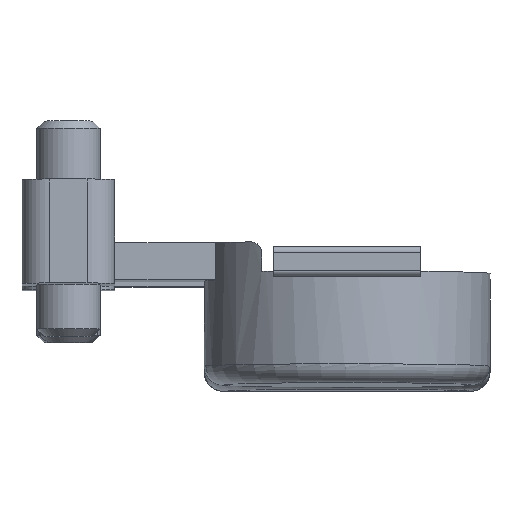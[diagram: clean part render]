
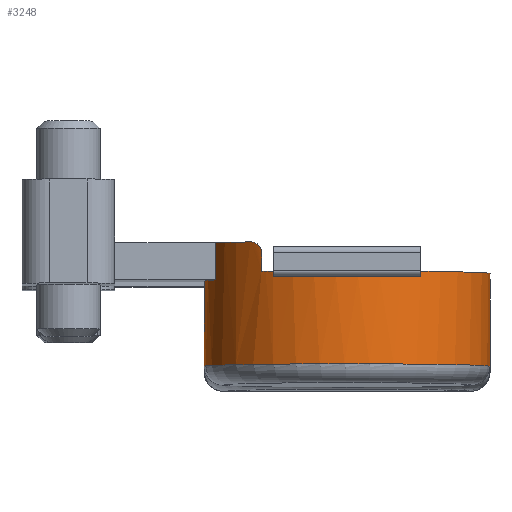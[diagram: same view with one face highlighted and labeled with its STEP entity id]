
A CAD part, left-side view. The second image highlights one B-rep face of the part: STEP entity #3248.
In plain terms, the highlighted cylindrical face has radius 3.85 mm (diameter 7.7 mm), a full revolution.
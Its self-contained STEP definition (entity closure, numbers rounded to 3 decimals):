
#84=CYLINDRICAL_SURFACE('',#3602,3.85);
#114=FACE_BOUND('',#775,.T.);
#262=CIRCLE('',#3558,3.85);
#263=CIRCLE('',#3559,3.85);
#276=CIRCLE('',#3583,3.85);
#277=CIRCLE('',#3585,3.85);
#278=CIRCLE('',#3593,3.85);
#279=CIRCLE('',#3594,3.85);
#280=CIRCLE('',#3595,3.85);
#282=CIRCLE('',#3600,3.85);
#283=CIRCLE('',#3603,3.85);
#562=FACE_OUTER_BOUND('',#774,.T.);
#774=EDGE_LOOP('',(#3008,#3009,#3010,#3011,#3012,#3013,#3014,#3015,#3016,
#3017,#3018,#3019,#3020,#3021,#3022,#3023,#3024,#3025));
#775=EDGE_LOOP('',(#3026));
#994=LINE('',#5919,#1250);
#1001=LINE('',#5944,#1257);
#1006=LINE('',#5961,#1262);
#1009=LINE('',#5970,#1265);
#1014=LINE('',#5987,#1270);
#1034=LINE('',#6039,#1290);
#1035=LINE('',#6042,#1291);
#1036=LINE('',#6044,#1292);
#1250=VECTOR('',#4392,10.);
#1257=VECTOR('',#4413,10.);
#1262=VECTOR('',#4426,10.);
#1265=VECTOR('',#4433,10.);
#1270=VECTOR('',#4446,10.);
#1290=VECTOR('',#4514,10.);
#1291=VECTOR('',#4517,10.);
#1292=VECTOR('',#4518,10.);
#1322=B_SPLINE_CURVE_WITH_KNOTS('',3,(#6049,#6050,#6051,#6052,#6053,#6054,
#6055,#6056,#6057,#6058),.UNSPECIFIED.,.F.,.F.,(4,2,2,2,4),(0.,0.011,
0.022,0.037,0.052),.UNSPECIFIED.);
#1323=B_SPLINE_CURVE_WITH_KNOTS('',3,(#6059,#6060,#6061,#6062,#6063,#6064,
#6065,#6066,#6067,#6068),.UNSPECIFIED.,.F.,.F.,(4,2,2,2,4),(-0.052,
-0.037,-0.022,-0.011,0.),
 .UNSPECIFIED.);
#1586=VERTEX_POINT('',#5916);
#1587=VERTEX_POINT('',#5918);
#1588=VERTEX_POINT('',#5922);
#1589=VERTEX_POINT('',#5924);
#1590=VERTEX_POINT('',#5926);
#1597=VERTEX_POINT('',#5941);
#1598=VERTEX_POINT('',#5943);
#1605=VERTEX_POINT('',#5958);
#1606=VERTEX_POINT('',#5960);
#1609=VERTEX_POINT('',#5967);
#1610=VERTEX_POINT('',#5969);
#1617=VERTEX_POINT('',#5984);
#1618=VERTEX_POINT('',#5986);
#1623=VERTEX_POINT('',#6029);
#1624=VERTEX_POINT('',#6031);
#1626=VERTEX_POINT('',#6037);
#1627=VERTEX_POINT('',#6041);
#1628=VERTEX_POINT('',#6043);
#1629=VERTEX_POINT('',#6070);
#2029=EDGE_CURVE('',#1587,#1586,#994,.T.);
#2032=EDGE_CURVE('',#1589,#1588,#262,.T.);
#2034=EDGE_CURVE('',#1586,#1590,#263,.T.);
#2041=EDGE_CURVE('',#1598,#1597,#1001,.T.);
#2049=EDGE_CURVE('',#1606,#1605,#1006,.T.);
#2053=EDGE_CURVE('',#1610,#1609,#1009,.T.);
#2061=EDGE_CURVE('',#1618,#1617,#1014,.T.);
#2075=EDGE_CURVE('',#1605,#1610,#276,.T.);
#2077=EDGE_CURVE('',#1597,#1618,#277,.T.);
#2083=EDGE_CURVE('',#1598,#1609,#278,.T.);
#2084=EDGE_CURVE('',#1606,#1623,#279,.T.);
#2086=EDGE_CURVE('',#1624,#1617,#280,.T.);
#2089=EDGE_CURVE('',#1588,#1626,#1034,.T.);
#2090=EDGE_CURVE('',#1624,#1627,#1035,.T.);
#2091=EDGE_CURVE('',#1628,#1623,#1036,.T.);
#2093=EDGE_CURVE('',#1626,#1587,#282,.T.);
#2094=EDGE_CURVE('',#1627,#1589,#1322,.T.);
#2095=EDGE_CURVE('',#1590,#1628,#1323,.T.);
#2096=EDGE_CURVE('',#1629,#1629,#283,.T.);
#3008=ORIENTED_EDGE('',*,*,#2053,.T.);
#3009=ORIENTED_EDGE('',*,*,#2083,.F.);
#3010=ORIENTED_EDGE('',*,*,#2041,.T.);
#3011=ORIENTED_EDGE('',*,*,#2077,.T.);
#3012=ORIENTED_EDGE('',*,*,#2061,.T.);
#3013=ORIENTED_EDGE('',*,*,#2086,.F.);
#3014=ORIENTED_EDGE('',*,*,#2090,.T.);
#3015=ORIENTED_EDGE('',*,*,#2094,.T.);
#3016=ORIENTED_EDGE('',*,*,#2032,.T.);
#3017=ORIENTED_EDGE('',*,*,#2089,.T.);
#3018=ORIENTED_EDGE('',*,*,#2093,.T.);
#3019=ORIENTED_EDGE('',*,*,#2029,.T.);
#3020=ORIENTED_EDGE('',*,*,#2034,.T.);
#3021=ORIENTED_EDGE('',*,*,#2095,.T.);
#3022=ORIENTED_EDGE('',*,*,#2091,.T.);
#3023=ORIENTED_EDGE('',*,*,#2084,.F.);
#3024=ORIENTED_EDGE('',*,*,#2049,.T.);
#3025=ORIENTED_EDGE('',*,*,#2075,.T.);
#3026=ORIENTED_EDGE('',*,*,#2096,.F.);
#3248=ADVANCED_FACE('',(#562,#114),#84,.T.);
#3558=AXIS2_PLACEMENT_3D('',#5925,#4397,#4398);
#3559=AXIS2_PLACEMENT_3D('',#5928,#4400,#4401);
#3583=AXIS2_PLACEMENT_3D('',#6012,#4476,#4477);
#3585=AXIS2_PLACEMENT_3D('',#6015,#4481,#4482);
#3593=AXIS2_PLACEMENT_3D('',#6028,#4502,#4503);
#3594=AXIS2_PLACEMENT_3D('',#6030,#4504,#4505);
#3595=AXIS2_PLACEMENT_3D('',#6033,#4507,#4508);
#3600=AXIS2_PLACEMENT_3D('',#6047,#4522,#4523);
#3602=AXIS2_PLACEMENT_3D('',#6069,#4526,#4527);
#3603=AXIS2_PLACEMENT_3D('',#6071,#4528,#4529);
#4392=DIRECTION('',(0.017,0.,1.));
#4397=DIRECTION('center_axis',(-0.017,0.,
-1.));
#4398=DIRECTION('ref_axis',(-1.,0.,0.017));
#4400=DIRECTION('center_axis',(-0.017,0.,
-1.));
#4401=DIRECTION('ref_axis',(-1.,0.,0.017));
#4413=DIRECTION('',(-0.017,0.,-1.));
#4426=DIRECTION('',(-0.017,0.,-1.));
#4433=DIRECTION('',(0.017,0.,1.));
#4446=DIRECTION('',(0.017,0.,1.));
#4476=DIRECTION('center_axis',(-0.017,0.,
-1.));
#4477=DIRECTION('ref_axis',(-1.,0.,0.017));
#4481=DIRECTION('center_axis',(-0.017,0.,
-1.));
#4482=DIRECTION('ref_axis',(-1.,0.,0.017));
#4502=DIRECTION('center_axis',(0.017,0.,
1.));
#4503=DIRECTION('ref_axis',(-1.,0.,0.017));
#4504=DIRECTION('center_axis',(0.017,0.,
1.));
#4505=DIRECTION('ref_axis',(-1.,0.,0.017));
#4507=DIRECTION('center_axis',(0.017,0.,
1.));
#4508=DIRECTION('ref_axis',(-1.,0.,0.017));
#4514=DIRECTION('',(-0.017,0.,-1.));
#4517=DIRECTION('',(0.017,0.,1.));
#4518=DIRECTION('',(-0.017,0.,-1.));
#4522=DIRECTION('center_axis',(-0.017,0.,
-1.));
#4523=DIRECTION('ref_axis',(-1.,0.,0.017));
#4526=DIRECTION('center_axis',(-0.017,0.,
-1.));
#4527=DIRECTION('ref_axis',(-1.,0.,0.017));
#4528=DIRECTION('center_axis',(-0.017,0.,
-1.));
#4529=DIRECTION('ref_axis',(-1.,0.,0.017));
#5916=CARTESIAN_POINT('',(-8.504,22.746,1.245));
#5918=CARTESIAN_POINT('',(-8.521,22.746,0.245));
#5919=CARTESIAN_POINT('',(-8.521,22.746,0.245));
#5922=CARTESIAN_POINT('',(-11.504,22.746,1.298));
#5924=CARTESIAN_POINT('',(-12.843,21.8,1.321));
#5925=CARTESIAN_POINT('Origin',(-10.004,19.2,1.272));
#5926=CARTESIAN_POINT('',(-7.165,21.8,1.222));
#5928=CARTESIAN_POINT('Origin',(-10.004,19.2,1.272));
#5941=CARTESIAN_POINT('',(-13.32,17.217,0.379));
#5943=CARTESIAN_POINT('',(-13.317,17.217,0.529));
#5944=CARTESIAN_POINT('',(-13.322,17.217,0.229));
#5958=CARTESIAN_POINT('',(-6.721,21.183,0.264));
#5960=CARTESIAN_POINT('',(-6.718,21.183,0.414));
#5961=CARTESIAN_POINT('',(-6.723,21.183,0.114));
#5967=CARTESIAN_POINT('',(-6.718,17.217,0.414));
#5969=CARTESIAN_POINT('',(-6.721,17.217,0.264));
#5970=CARTESIAN_POINT('',(-6.723,17.217,0.114));
#5984=CARTESIAN_POINT('',(-13.317,21.183,0.529));
#5986=CARTESIAN_POINT('',(-13.32,21.183,0.379));
#5987=CARTESIAN_POINT('',(-13.322,21.183,0.229));
#6012=CARTESIAN_POINT('Origin',(-10.02,19.2,0.322));
#6015=CARTESIAN_POINT('Origin',(-10.02,19.2,0.322));
#6028=CARTESIAN_POINT('Origin',(-10.018,19.2,0.472));
#6029=CARTESIAN_POINT('',(-6.931,21.5,0.418));
#6030=CARTESIAN_POINT('Origin',(-10.018,19.2,0.472));
#6031=CARTESIAN_POINT('',(-13.105,21.5,0.526));
#6033=CARTESIAN_POINT('Origin',(-10.018,19.2,0.472));
#6037=CARTESIAN_POINT('',(-11.521,22.746,0.298));
#6039=CARTESIAN_POINT('',(-11.521,22.746,0.298));
#6041=CARTESIAN_POINT('',(-13.096,21.5,1.025));
#6042=CARTESIAN_POINT('',(-13.108,21.5,0.326));
#6043=CARTESIAN_POINT('',(-6.922,21.5,0.918));
#6044=CARTESIAN_POINT('',(-6.934,21.5,0.218));
#6047=CARTESIAN_POINT('Origin',(-10.021,19.2,0.272));
#6049=CARTESIAN_POINT('Ctrl Pts',(-13.096,21.5,1.025));
#6050=CARTESIAN_POINT('Ctrl Pts',(-13.095,21.5,1.062));
#6051=CARTESIAN_POINT('Ctrl Pts',(-13.089,21.507,1.101));
#6052=CARTESIAN_POINT('Ctrl Pts',(-13.067,21.535,1.171));
#6053=CARTESIAN_POINT('Ctrl Pts',(-13.051,21.555,1.202));
#6054=CARTESIAN_POINT('Ctrl Pts',(-13.009,21.607,1.258));
#6055=CARTESIAN_POINT('Ctrl Pts',(-12.979,21.644,1.283));
#6056=CARTESIAN_POINT('Ctrl Pts',(-12.913,21.722,1.315));
#6057=CARTESIAN_POINT('Ctrl Pts',(-12.877,21.763,1.322));
#6058=CARTESIAN_POINT('Ctrl Pts',(-12.843,21.8,1.321));
#6059=CARTESIAN_POINT('Ctrl Pts',(-7.165,21.8,1.222));
#6060=CARTESIAN_POINT('Ctrl Pts',(-7.131,21.763,1.221));
#6061=CARTESIAN_POINT('Ctrl Pts',(-7.095,21.722,1.214));
#6062=CARTESIAN_POINT('Ctrl Pts',(-7.03,21.644,1.179));
#6063=CARTESIAN_POINT('Ctrl Pts',(-7.,21.607,1.153));
#6064=CARTESIAN_POINT('Ctrl Pts',(-6.961,21.555,1.095));
#6065=CARTESIAN_POINT('Ctrl Pts',(-6.946,21.535,1.064));
#6066=CARTESIAN_POINT('Ctrl Pts',(-6.926,21.507,0.994));
#6067=CARTESIAN_POINT('Ctrl Pts',(-6.921,21.5,0.955));
#6068=CARTESIAN_POINT('Ctrl Pts',(-6.922,21.5,0.918));
#6069=CARTESIAN_POINT('Origin',(-10.023,19.2,0.172));
#6070=CARTESIAN_POINT('',(-6.762,17.217,-2.086));
#6071=CARTESIAN_POINT('Origin',(-10.061,19.2,-2.028));
